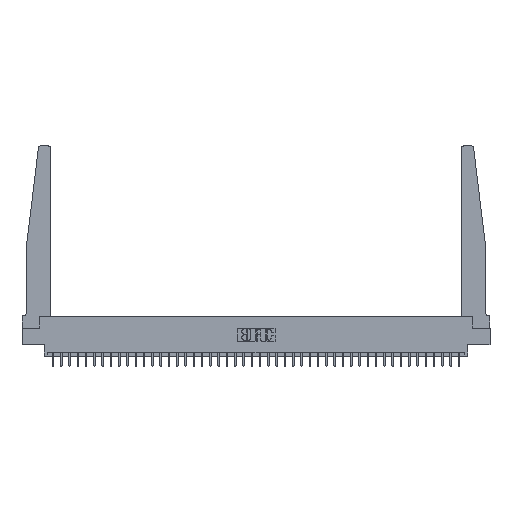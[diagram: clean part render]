
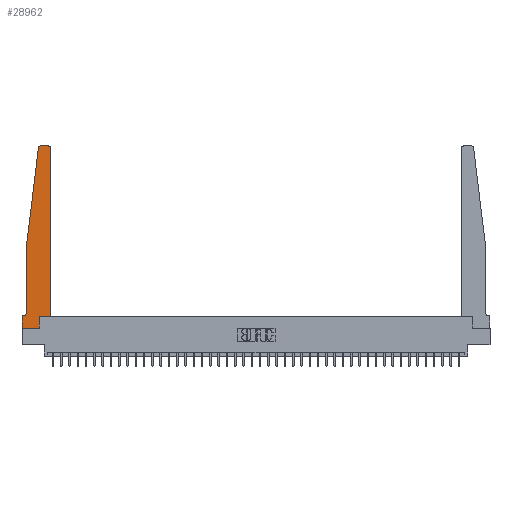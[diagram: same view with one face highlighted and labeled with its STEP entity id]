
A CAD part, top view. The second image highlights one B-rep face of the part: STEP entity #28962.
In plain terms, the highlighted planar face has unit normal (0, 0, 1).
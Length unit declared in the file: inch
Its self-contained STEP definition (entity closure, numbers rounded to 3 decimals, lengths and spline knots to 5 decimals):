
#155 = VERTEX_POINT ( 'NONE', #8994 ) ;
#452 = CARTESIAN_POINT ( 'NONE',  ( 0.425, 0.18, 0.37 ) ) ;
#615 = CARTESIAN_POINT ( 'NONE',  ( 0.425, 0.18, 0.37 ) ) ;
#735 = EDGE_CURVE ( 'NONE', #11660, #14674, #31993, .T. ) ;
#1060 = LINE ( 'NONE', #9697, #7759 ) ;
#1379 = VECTOR ( 'NONE', #30008, 39.37008 ) ;
#1740 = CARTESIAN_POINT ( 'NONE',  ( 0., 0., 0.37 ) ) ;
#2614 = CIRCLE ( 'NONE', #13995, 0.03 ) ;
#3078 = CARTESIAN_POINT ( 'NONE',  ( 0.2605, 0., 0.37 ) ) ;
#3736 = VECTOR ( 'NONE', #23180, 39.37008 ) ;
#3849 = CIRCLE ( 'NONE', #15509, 0.05 ) ;
#4624 = LINE ( 'NONE', #452, #3736 ) ;
#4849 = PLANE ( 'NONE',  #20988 ) ;
#5142 = VERTEX_POINT ( 'NONE', #30156 ) ;
#5219 = VERTEX_POINT ( 'NONE', #36078 ) ;
#6264 = DIRECTION ( 'NONE',  ( -0.122, -0.992, 0. ) ) ;
#6493 = ORIENTED_EDGE ( 'NONE', *, *, #23360, .T. ) ;
#7697 = CARTESIAN_POINT ( 'NONE',  ( 0., 0.1875, 0.37 ) ) ;
#7759 = VECTOR ( 'NONE', #29460, 39.37008 ) ;
#7840 = CARTESIAN_POINT ( 'NONE',  ( 0., 0.1875, 0.37 ) ) ;
#8027 = DIRECTION ( 'NONE',  ( 0., -1., 0. ) ) ;
#8260 = EDGE_CURVE ( 'NONE', #13431, #23562, #26870, .T. ) ;
#8419 = CARTESIAN_POINT ( 'NONE',  ( 0.065, 0.2375, 0.37 ) ) ;
#8994 = CARTESIAN_POINT ( 'NONE',  ( 0.24675, 2.72367, 0.37 ) ) ;
#9602 = EDGE_CURVE ( 'NONE', #14674, #12934, #1060, .T. ) ;
#9697 = CARTESIAN_POINT ( 'NONE',  ( 0.2605, 0.18, 0.37 ) ) ;
#10158 = DIRECTION ( 'NONE',  ( 0., 0., 1. ) ) ;
#10501 = DIRECTION ( 'NONE',  ( 0., 0., 1. ) ) ;
#10986 = VERTEX_POINT ( 'NONE', #32883 ) ;
#11351 = VECTOR ( 'NONE', #8027, 39.37008 ) ;
#11660 = VERTEX_POINT ( 'NONE', #1740 ) ;
#11849 = VECTOR ( 'NONE', #32774, 39.37008 ) ;
#11940 = VECTOR ( 'NONE', #26152, 39.37008 ) ;
#12329 = CARTESIAN_POINT ( 'NONE',  ( 0., 0., 0.37 ) ) ;
#12934 = VERTEX_POINT ( 'NONE', #32183 ) ;
#13212 = EDGE_CURVE ( 'NONE', #23562, #11660, #26426, .T. ) ;
#13233 = EDGE_CURVE ( 'NONE', #14927, #13431, #3849, .T. ) ;
#13431 = VERTEX_POINT ( 'NONE', #28753 ) ;
#13502 = EDGE_LOOP ( 'NONE', ( #29723, #34418, #25871, #24126, #33922, #18202, #23945, #33323, #30524, #14164, #6493, #29862 ) ) ;
#13884 = CARTESIAN_POINT ( 'NONE',  ( 0.015, 0.2375, 0.37 ) ) ;
#13995 = AXIS2_PLACEMENT_3D ( 'NONE', #27123, #10158, #29942 ) ;
#14164 = ORIENTED_EDGE ( 'NONE', *, *, #20216, .T. ) ;
#14674 = VERTEX_POINT ( 'NONE', #3078 ) ;
#14856 = CARTESIAN_POINT ( 'NONE',  ( 0.065, 1.25, 0.37 ) ) ;
#14927 = VERTEX_POINT ( 'NONE', #8419 ) ;
#15509 = AXIS2_PLACEMENT_3D ( 'NONE', #13884, #33491, #16734 ) ;
#15727 = CARTESIAN_POINT ( 'NONE',  ( 0.395, 2.72, 0.37 ) ) ;
#16004 = CARTESIAN_POINT ( 'NONE',  ( 0.065, 0.1875, 0.37 ) ) ;
#16031 = EDGE_CURVE ( 'NONE', #29337, #5219, #35826, .T. ) ;
#16092 = CARTESIAN_POINT ( 'NONE',  ( 0.425, 0.18, 0.37 ) ) ;
#16546 = LINE ( 'NONE', #24383, #1379 ) ;
#16734 = DIRECTION ( 'NONE',  ( -1., 0., 0. ) ) ;
#17422 = LINE ( 'NONE', #17444, #31448 ) ;
#17444 = CARTESIAN_POINT ( 'NONE',  ( 0.25, 2.75, 0.37 ) ) ;
#18202 = ORIENTED_EDGE ( 'NONE', *, *, #8260, .T. ) ;
#18526 = DIRECTION ( 'NONE',  ( 1., 0., 0. ) ) ;
#19823 = VERTEX_POINT ( 'NONE', #16092 ) ;
#20216 = EDGE_CURVE ( 'NONE', #12934, #19823, #34360, .T. ) ;
#20988 = AXIS2_PLACEMENT_3D ( 'NONE', #7697, #10501, #30265 ) ;
#21298 = CARTESIAN_POINT ( 'NONE',  ( 0.425, 2.72, 0.37 ) ) ;
#22131 = CARTESIAN_POINT ( 'NONE',  ( 0., 0., 0.37 ) ) ;
#23180 = DIRECTION ( 'NONE',  ( 0., 1., 0. ) ) ;
#23360 = EDGE_CURVE ( 'NONE', #19823, #29337, #4624, .T. ) ;
#23562 = VERTEX_POINT ( 'NONE', #7840 ) ;
#23945 = ORIENTED_EDGE ( 'NONE', *, *, #13212, .T. ) ;
#24126 = ORIENTED_EDGE ( 'NONE', *, *, #29418, .T. ) ;
#24383 = CARTESIAN_POINT ( 'NONE',  ( 0.065, 1.25, 0.37 ) ) ;
#25871 = ORIENTED_EDGE ( 'NONE', *, *, #26584, .T. ) ;
#26152 = DIRECTION ( 'NONE',  ( 1., 0., 0. ) ) ;
#26426 = LINE ( 'NONE', #22131, #11351 ) ;
#26584 = EDGE_CURVE ( 'NONE', #155, #5142, #29923, .T. ) ;
#26870 = LINE ( 'NONE', #16004, #11849 ) ;
#27123 = CARTESIAN_POINT ( 'NONE',  ( 0.27653, 2.72, 0.37 ) ) ;
#28753 = CARTESIAN_POINT ( 'NONE',  ( 0.015, 0.1875, 0.37 ) ) ;
#28962 = ADVANCED_FACE ( 'NONE', ( #30623 ), #4849, .T. ) ;
#29053 = VECTOR ( 'NONE', #6264, 39.37008 ) ;
#29228 = DIRECTION ( 'NONE',  ( 1., 0., 0. ) ) ;
#29337 = VERTEX_POINT ( 'NONE', #21298 ) ;
#29418 = EDGE_CURVE ( 'NONE', #5142, #14927, #16546, .T. ) ;
#29460 = DIRECTION ( 'NONE',  ( 0., 1., 0. ) ) ;
#29723 = ORIENTED_EDGE ( 'NONE', *, *, #30102, .T. ) ;
#29862 = ORIENTED_EDGE ( 'NONE', *, *, #16031, .T. ) ;
#29923 = LINE ( 'NONE', #14856, #29053 ) ;
#29942 = DIRECTION ( 'NONE',  ( 1., 0., 0. ) ) ;
#30008 = DIRECTION ( 'NONE',  ( 0., -1., 0. ) ) ;
#30102 = EDGE_CURVE ( 'NONE', #5219, #10986, #17422, .T. ) ;
#30156 = CARTESIAN_POINT ( 'NONE',  ( 0.065, 1.25, 0.37 ) ) ;
#30265 = DIRECTION ( 'NONE',  ( 1., 0., 0. ) ) ;
#30524 = ORIENTED_EDGE ( 'NONE', *, *, #9602, .T. ) ;
#30623 = FACE_OUTER_BOUND ( 'NONE', #13502, .T. ) ;
#31114 = VECTOR ( 'NONE', #29228, 39.37008 ) ;
#31448 = VECTOR ( 'NONE', #33715, 39.37008 ) ;
#31993 = LINE ( 'NONE', #12329, #31114 ) ;
#32183 = CARTESIAN_POINT ( 'NONE',  ( 0.2605, 0.18, 0.37 ) ) ;
#32450 = EDGE_CURVE ( 'NONE', #10986, #155, #2614, .T. ) ;
#32774 = DIRECTION ( 'NONE',  ( -1., 0., 0. ) ) ;
#32883 = CARTESIAN_POINT ( 'NONE',  ( 0.27653, 2.75, 0.37 ) ) ;
#33136 = AXIS2_PLACEMENT_3D ( 'NONE', #15727, #35277, #18526 ) ;
#33323 = ORIENTED_EDGE ( 'NONE', *, *, #735, .T. ) ;
#33491 = DIRECTION ( 'NONE',  ( 0., 0., -1. ) ) ;
#33715 = DIRECTION ( 'NONE',  ( -1., 0., 0. ) ) ;
#33922 = ORIENTED_EDGE ( 'NONE', *, *, #13233, .T. ) ;
#34360 = LINE ( 'NONE', #615, #11940 ) ;
#34418 = ORIENTED_EDGE ( 'NONE', *, *, #32450, .T. ) ;
#35277 = DIRECTION ( 'NONE',  ( 0., 0., 1. ) ) ;
#35826 = CIRCLE ( 'NONE', #33136, 0.03 ) ;
#36078 = CARTESIAN_POINT ( 'NONE',  ( 0.395, 2.75, 0.37 ) ) ;
